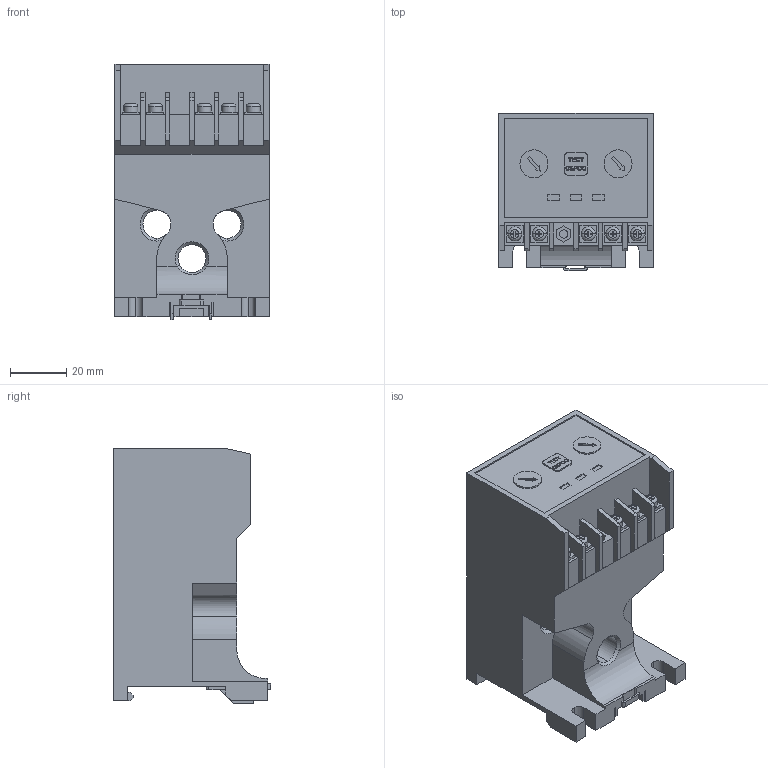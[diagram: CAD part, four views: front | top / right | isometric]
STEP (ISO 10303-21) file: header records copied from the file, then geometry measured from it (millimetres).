
FILE_DESCRIPTION (( 'STEP AP214' ), '1' );
FILE_NAME ('Ðåëå çàùèòû äâèãàòåëÿ MPR-20.STEP', '2017-01-18T10:25:47', ( '' ), ( '' ), 'SwSTEP 2.0', 'SolidWorks 2014', '' );
FILE_SCHEMA (( 'AUTOMOTIVE_DESIGN' ));
Length unit declared in the file: millimetre
Products named in the file (1): Ðåëå çàùèòû äâèãàòåëÿ MPR-20
Bounding box: 55 x 56 x 91 mm (x, y, z)
Volume: 183796.5 mm3; surface area: 31825.4 mm2
Topology: 1 solids, 1 shells, 546 faces, 1470 edges, 968 vertices
Faces by surface type: plane 419, cylinder 57, bspline 43, torus 14, cone 13
Entity records: 20355 total; most frequent: CARTESIAN_POINT 6752, ORIENTED_EDGE 2940, DIRECTION 2546, EDGE_CURVE 1470, VECTOR 1212, LINE 1212, VERTEX_POINT 968, AXIS2_PLACEMENT_3D 667
